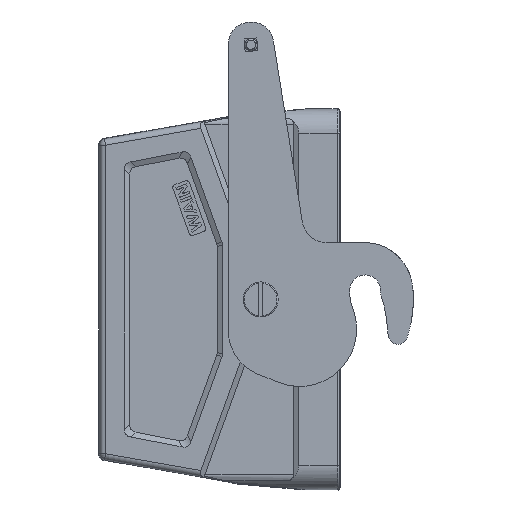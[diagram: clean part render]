
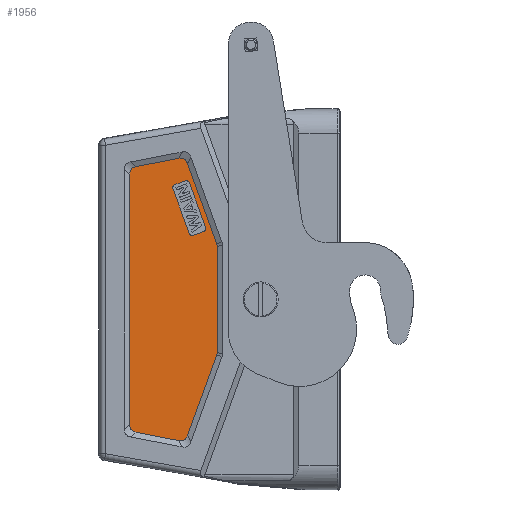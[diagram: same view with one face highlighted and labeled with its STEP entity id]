
A CAD part, left-side view. The second image highlights one B-rep face of the part: STEP entity #1956.
In plain terms, the highlighted planar face has unit normal (-1, 0, 0).
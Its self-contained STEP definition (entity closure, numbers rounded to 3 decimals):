
#346=FACE_BOUND('',#3575,.T.);
#347=FACE_BOUND('',#3576,.T.);
#1141=CIRCLE('',#12831,1.);
#1143=CIRCLE('',#12834,1.);
#1144=CIRCLE('',#12837,1.);
#1147=CIRCLE('',#12842,1.);
#1326=ELLIPSE('',#12890,12.292,5.);
#1327=ELLIPSE('',#12891,12.292,5.);
#1328=ELLIPSE('',#12892,12.433,5.);
#1329=ELLIPSE('',#12893,10.116,5.);
#1330=ELLIPSE('',#12894,10.116,5.);
#1331=ELLIPSE('',#12895,12.433,5.);
#1956=ADVANCED_FACE('',(#346,#347),#2268,.T.);
#2268=PLANE('',#12896);
#3575=EDGE_LOOP('',(#6812,#6813,#6814,#6815,#6816,#6817,#6818,#6819));
#3576=EDGE_LOOP('',(#6820,#6821,#6822,#6823,#6824,#6825,#6826,#6827,#6828,
#6829,#6830,#6831));
#6812=ORIENTED_EDGE('',*,*,#9686,.F.);
#6813=ORIENTED_EDGE('',*,*,#9704,.F.);
#6814=ORIENTED_EDGE('',*,*,#9702,.F.);
#6815=ORIENTED_EDGE('',*,*,#9697,.F.);
#6816=ORIENTED_EDGE('',*,*,#9694,.F.);
#6817=ORIENTED_EDGE('',*,*,#9691,.F.);
#6818=ORIENTED_EDGE('',*,*,#9690,.F.);
#6819=ORIENTED_EDGE('',*,*,#9820,.F.);
#6820=ORIENTED_EDGE('',*,*,#9821,.F.);
#6821=ORIENTED_EDGE('',*,*,#9822,.F.);
#6822=ORIENTED_EDGE('',*,*,#9823,.F.);
#6823=ORIENTED_EDGE('',*,*,#9824,.F.);
#6824=ORIENTED_EDGE('',*,*,#9825,.F.);
#6825=ORIENTED_EDGE('',*,*,#9826,.F.);
#6826=ORIENTED_EDGE('',*,*,#9827,.F.);
#6827=ORIENTED_EDGE('',*,*,#9828,.F.);
#6828=ORIENTED_EDGE('',*,*,#9829,.F.);
#6829=ORIENTED_EDGE('',*,*,#9830,.F.);
#6830=ORIENTED_EDGE('',*,*,#9831,.F.);
#6831=ORIENTED_EDGE('',*,*,#9832,.F.);
#8087=VERTEX_POINT('',#21572);
#8089=VERTEX_POINT('',#21576);
#8091=VERTEX_POINT('',#21581);
#8093=VERTEX_POINT('',#21585);
#8094=VERTEX_POINT('',#21589);
#8096=VERTEX_POINT('',#21595);
#8098=VERTEX_POINT('',#21601);
#8101=VERTEX_POINT('',#21608);
#8178=VERTEX_POINT('',#21853);
#8179=VERTEX_POINT('',#21854);
#8180=VERTEX_POINT('',#21856);
#8181=VERTEX_POINT('',#21858);
#8182=VERTEX_POINT('',#21860);
#8183=VERTEX_POINT('',#21862);
#8184=VERTEX_POINT('',#21864);
#8185=VERTEX_POINT('',#21866);
#8186=VERTEX_POINT('',#21868);
#8187=VERTEX_POINT('',#21870);
#8188=VERTEX_POINT('',#21872);
#8189=VERTEX_POINT('',#21874);
#9686=EDGE_CURVE('',#8089,#8087,#1141,.T.);
#9690=EDGE_CURVE('',#8093,#8091,#1143,.T.);
#9691=EDGE_CURVE('',#8091,#8094,#10635,.T.);
#9694=EDGE_CURVE('',#8094,#8096,#1144,.T.);
#9697=EDGE_CURVE('',#8096,#8098,#10639,.T.);
#9702=EDGE_CURVE('',#8098,#8101,#1147,.T.);
#9704=EDGE_CURVE('',#8101,#8089,#10644,.T.);
#9820=EDGE_CURVE('',#8087,#8093,#10760,.T.);
#9821=EDGE_CURVE('',#8178,#8179,#1326,.T.);
#9822=EDGE_CURVE('',#8180,#8178,#10761,.T.);
#9823=EDGE_CURVE('',#8181,#8180,#1327,.T.);
#9824=EDGE_CURVE('',#8182,#8181,#10762,.T.);
#9825=EDGE_CURVE('',#8183,#8182,#1328,.T.);
#9826=EDGE_CURVE('',#8184,#8183,#10763,.T.);
#9827=EDGE_CURVE('',#8185,#8184,#1329,.T.);
#9828=EDGE_CURVE('',#8186,#8185,#10764,.T.);
#9829=EDGE_CURVE('',#8187,#8186,#1330,.T.);
#9830=EDGE_CURVE('',#8188,#8187,#10765,.T.);
#9831=EDGE_CURVE('',#8189,#8188,#1331,.T.);
#9832=EDGE_CURVE('',#8179,#8189,#10766,.T.);
#10635=LINE('',#21588,#11524);
#10639=LINE('',#21600,#11528);
#10644=LINE('',#21613,#11533);
#10760=LINE('',#21850,#11649);
#10761=LINE('',#21855,#11650);
#10762=LINE('',#21859,#11651);
#10763=LINE('',#21863,#11652);
#10764=LINE('',#21867,#11653);
#10765=LINE('',#21871,#11654);
#10766=LINE('',#21875,#11655);
#11524=VECTOR('',#15940,1.);
#11528=VECTOR('',#15952,1.);
#11533=VECTOR('',#15965,1.);
#11649=VECTOR('',#16171,1.);
#11650=VECTOR('',#16176,1.);
#11651=VECTOR('',#16179,1.);
#11652=VECTOR('',#16182,1.);
#11653=VECTOR('',#16185,1.);
#11654=VECTOR('',#16188,1.);
#11655=VECTOR('',#16191,1.);
#12831=AXIS2_PLACEMENT_3D('',#21577,#15928,#15929);
#12834=AXIS2_PLACEMENT_3D('',#21586,#15936,#15937);
#12837=AXIS2_PLACEMENT_3D('',#21594,#15945,#15946);
#12842=AXIS2_PLACEMENT_3D('',#21610,#15960,#15961);
#12890=AXIS2_PLACEMENT_3D('',#21852,#16174,#16175);
#12891=AXIS2_PLACEMENT_3D('',#21857,#16177,#16178);
#12892=AXIS2_PLACEMENT_3D('',#21861,#16180,#16181);
#12893=AXIS2_PLACEMENT_3D('',#21865,#16183,#16184);
#12894=AXIS2_PLACEMENT_3D('',#21869,#16186,#16187);
#12895=AXIS2_PLACEMENT_3D('',#21873,#16189,#16190);
#12896=AXIS2_PLACEMENT_3D('',#21876,#16192,#16193);
#15928=DIRECTION('',(-1.,0.,0.));
#15929=DIRECTION('',(0.,0.,1.));
#15936=DIRECTION('',(-1.,0.,0.));
#15937=DIRECTION('',(0.,0.,1.));
#15940=DIRECTION('',(0.,0.94,-0.342));
#15945=DIRECTION('',(-1.,0.,0.));
#15946=DIRECTION('',(0.,0.,1.));
#15952=DIRECTION('',(0.,-0.342,-0.94));
#15960=DIRECTION('',(-1.,0.,0.));
#15961=DIRECTION('',(0.,0.,1.));
#15965=DIRECTION('',(0.,-0.94,0.342));
#16171=DIRECTION('',(0.,0.342,0.94));
#16174=DIRECTION('',(1.,0.,0.));
#16175=DIRECTION('',(0.,0.771,0.637));
#16176=DIRECTION('',(0.,0.,1.));
#16177=DIRECTION('',(1.,0.,0.));
#16178=DIRECTION('',(0.,-0.771,0.637));
#16179=DIRECTION('',(0.,0.982,0.19));
#16180=DIRECTION('',(1.,0.,0.));
#16181=DIRECTION('',(0.,0.493,0.87));
#16182=DIRECTION('',(0.,0.342,-0.94));
#16183=DIRECTION('',(1.,0.,0.));
#16184=DIRECTION('',(0.,-0.985,-0.174));
#16185=DIRECTION('',(0.,0.,-1.));
#16186=DIRECTION('',(1.,0.,0.));
#16187=DIRECTION('',(0.,0.985,-0.174));
#16188=DIRECTION('',(0.,-0.342,-0.94));
#16189=DIRECTION('',(1.,0.,0.));
#16190=DIRECTION('',(0.,-0.493,0.87));
#16191=DIRECTION('',(0.,-0.982,0.19));
#16192=DIRECTION('',(-1.,0.,0.));
#16193=DIRECTION('',(0.,-1.,0.));
#21572=CARTESIAN_POINT('',(-21.5,-12.266,22.663));
#21576=CARTESIAN_POINT('',(-21.5,-11.668,21.382));
#21577=CARTESIAN_POINT('',(-21.5,-11.326,22.321));
#21581=CARTESIAN_POINT('',(-21.5,-5.854,37.356));
#21585=CARTESIAN_POINT('',(-21.5,-7.136,36.759));
#21586=CARTESIAN_POINT('',(-21.5,-6.196,36.417));
#21588=CARTESIAN_POINT('',(-21.5,-6.794,37.698));
#21589=CARTESIAN_POINT('',(-21.5,-2.565,36.159));
#21594=CARTESIAN_POINT('',(-21.5,-2.907,35.22));
#21595=CARTESIAN_POINT('',(-21.5,-1.967,34.878));
#21600=CARTESIAN_POINT('',(-21.5,-1.625,35.817));
#21601=CARTESIAN_POINT('',(-21.5,-7.098,20.782));
#21608=CARTESIAN_POINT('',(-21.5,-8.379,20.185));
#21610=CARTESIAN_POINT('',(-21.5,-8.037,21.124));
#21613=CARTESIAN_POINT('',(-21.5,-7.44,19.843));
#21850=CARTESIAN_POINT('',(-21.5,-12.608,21.724));
#21852=CARTESIAN_POINT('',(-21.5,1.683,33.215));
#21853=CARTESIAN_POINT('',(-21.5,11.683,39.405));
#21854=CARTESIAN_POINT('',(-21.5,9.658,41.859));
#21855=CARTESIAN_POINT('',(-21.5,11.683,-17.5));
#21856=CARTESIAN_POINT('',(-21.5,11.683,-39.405));
#21857=CARTESIAN_POINT('',(-21.5,1.683,-33.215));
#21858=CARTESIAN_POINT('',(-21.5,9.658,-41.859));
#21859=CARTESIAN_POINT('',(-21.5,-12.068,-46.056));
#21860=CARTESIAN_POINT('',(-21.5,-3.695,-44.439));
#21861=CARTESIAN_POINT('',(-21.5,0.69,-33.407));
#21862=CARTESIAN_POINT('',(-21.5,-6.519,-42.839));
#21863=CARTESIAN_POINT('',(-21.5,-15.957,-16.908));
#21864=CARTESIAN_POINT('',(-21.5,-15.702,-17.609));
#21865=CARTESIAN_POINT('',(-21.5,-5.853,-15.431));
#21866=CARTESIAN_POINT('',(-21.5,-15.853,-16.754));
#21867=CARTESIAN_POINT('',(-21.5,-15.853,-17.5));
#21868=CARTESIAN_POINT('',(-21.5,-15.853,16.754));
#21869=CARTESIAN_POINT('',(-21.5,-5.853,15.431));
#21870=CARTESIAN_POINT('',(-21.5,-15.702,17.609));
#21871=CARTESIAN_POINT('',(-21.5,-27.206,-13.998));
#21872=CARTESIAN_POINT('',(-21.5,-6.519,42.839));
#21873=CARTESIAN_POINT('',(-21.5,0.69,33.407));
#21874=CARTESIAN_POINT('',(-21.5,-3.695,44.439));
#21875=CARTESIAN_POINT('',(-21.5,-5.55,44.797));
#21876=CARTESIAN_POINT('',(-21.5,-17.585,48.886));
